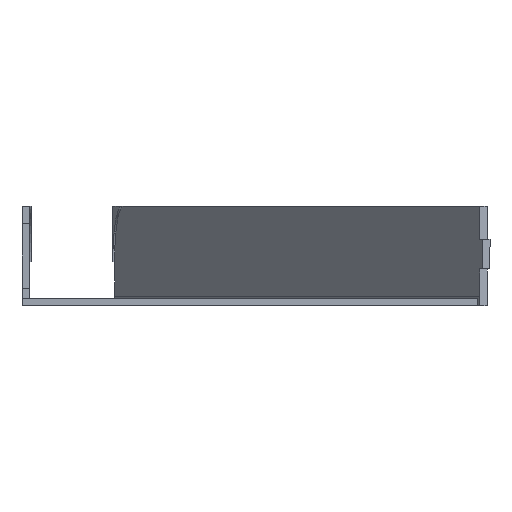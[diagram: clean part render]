
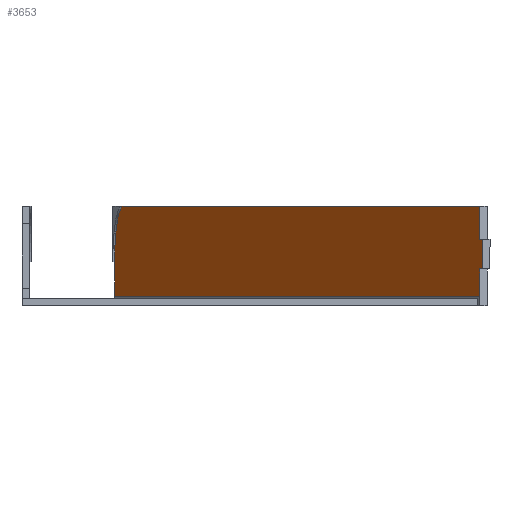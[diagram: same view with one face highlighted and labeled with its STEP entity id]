
A CAD part, left-side view. The second image highlights one B-rep face of the part: STEP entity #3653.
In plain terms, the highlighted planar face has unit normal (-0.156, 0.988, 0).
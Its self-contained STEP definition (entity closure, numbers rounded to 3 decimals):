
#52 = CARTESIAN_POINT ( 'NONE',  ( 619.687, 100.174, 12. ) ) ;
#69 = VECTOR ( 'NONE', #432, 1000. ) ;
#174 = CARTESIAN_POINT ( 'NONE',  ( -3.544, 1.464, 2. ) ) ;
#203 = EDGE_CURVE ( 'NONE', #452, #1277, #1055, .T. ) ;
#230 = VERTEX_POINT ( 'NONE', #2123 ) ;
#367 = AXIS2_PLACEMENT_3D ( 'NONE', #2603, #1948, #4279 ) ;
#432 = DIRECTION ( 'NONE',  ( 0., 0., -1. ) ) ;
#452 = VERTEX_POINT ( 'NONE', #4236 ) ;
#571 = CARTESIAN_POINT ( 'NONE',  ( -8.483, 0.681, 10. ) ) ;
#579 = CARTESIAN_POINT ( 'NONE',  ( -3.544, 1.464, 10. ) ) ;
#646 = ORIENTED_EDGE ( 'NONE', *, *, #203, .F. ) ;
#701 = VECTOR ( 'NONE', #907, 1000. ) ;
#724 =( BOUNDED_CURVE ( )  B_SPLINE_CURVE ( 3, ( #3702, #1372, #2050, #52 ),
 .UNSPECIFIED., .F., .F. ) 
 B_SPLINE_CURVE_WITH_KNOTS ( ( 4, 4 ),
 ( 4.712, 6.283 ),
 .UNSPECIFIED. ) 
 CURVE ( )  GEOMETRIC_REPRESENTATION_ITEM ( )  RATIONAL_B_SPLINE_CURVE ( ( 1., 0.805, 0.805, 1. ) ) 
 REPRESENTATION_ITEM ( '' )  );
#758 = DIRECTION ( 'NONE',  ( 0., 0., -1. ) ) ;
#863 = VERTEX_POINT ( 'NONE', #3886 ) ;
#891 = VERTEX_POINT ( 'NONE', #1901 ) ;
#907 = DIRECTION ( 'NONE',  ( 0.988, 0.156, 0. ) ) ;
#918 = VERTEX_POINT ( 'NONE', #579 ) ;
#935 = PLANE ( 'NONE',  #367 ) ;
#961 = CARTESIAN_POINT ( 'NONE',  ( -3.544, 1.464, 18. ) ) ;
#985 = EDGE_CURVE ( 'NONE', #1277, #1438, #2317, .T. ) ;
#995 = VECTOR ( 'NONE', #758, 1000. ) ;
#1014 = VECTOR ( 'NONE', #1135, 1000. ) ;
#1055 = LINE ( 'NONE', #1425, #69 ) ;
#1075 = ORIENTED_EDGE ( 'NONE', *, *, #1192, .T. ) ;
#1116 = EDGE_CURVE ( 'NONE', #1391, #891, #724, .T. ) ;
#1135 = DIRECTION ( 'NONE',  ( -0.988, -0.156, 0. ) ) ;
#1183 = DIRECTION ( 'NONE',  ( 0., 0., -1. ) ) ;
#1192 = EDGE_CURVE ( 'NONE', #891, #863, #3142, .T. ) ;
#1263 = LINE ( 'NONE', #1757, #2052 ) ;
#1277 = VERTEX_POINT ( 'NONE', #3125 ) ;
#1303 = VERTEX_POINT ( 'NONE', #2146 ) ;
#1372 = CARTESIAN_POINT ( 'NONE',  ( 613.474, 99.19, 27. ) ) ;
#1391 = VERTEX_POINT ( 'NONE', #1533 ) ;
#1425 = CARTESIAN_POINT ( 'NONE',  ( -3.544, 1.464, 27. ) ) ;
#1438 = VERTEX_POINT ( 'NONE', #2551 ) ;
#1484 = FACE_OUTER_BOUND ( 'NONE', #2743, .T. ) ;
#1533 = CARTESIAN_POINT ( 'NONE',  ( 604.687, 97.798, 27. ) ) ;
#1698 = EDGE_CURVE ( 'NONE', #1391, #452, #1263, .T. ) ;
#1700 = LINE ( 'NONE', #571, #701 ) ;
#1757 = CARTESIAN_POINT ( 'NONE',  ( -3.544, 1.464, 27. ) ) ;
#1774 = DIRECTION ( 'NONE',  ( -0.988, -0.156, 0. ) ) ;
#1823 = ORIENTED_EDGE ( 'NONE', *, *, #1698, .F. ) ;
#1901 = CARTESIAN_POINT ( 'NONE',  ( 619.687, 100.174, 12. ) ) ;
#1948 = DIRECTION ( 'NONE',  ( -0.156, 0.988, 0. ) ) ;
#1999 = EDGE_CURVE ( 'NONE', #1438, #1303, #2869, .T. ) ;
#2050 = CARTESIAN_POINT ( 'NONE',  ( 619.687, 100.174, 20.787 ) ) ;
#2052 = VECTOR ( 'NONE', #1774, 1000. ) ;
#2095 = DIRECTION ( 'NONE',  ( 0., 0., -1. ) ) ;
#2123 = CARTESIAN_POINT ( 'NONE',  ( -3.544, 1.464, 2.6 ) ) ;
#2146 = CARTESIAN_POINT ( 'NONE',  ( -8.483, 0.681, 10. ) ) ;
#2153 = LINE ( 'NONE', #174, #2815 ) ;
#2174 = EDGE_CURVE ( 'NONE', #918, #230, #2153, .T. ) ;
#2262 = VECTOR ( 'NONE', #2095, 1000. ) ;
#2317 = LINE ( 'NONE', #961, #4080 ) ;
#2421 = CARTESIAN_POINT ( 'NONE',  ( -8.483, 0.681, 10. ) ) ;
#2551 = CARTESIAN_POINT ( 'NONE',  ( -8.483, 0.681, 18. ) ) ;
#2603 = CARTESIAN_POINT ( 'NONE',  ( -8.483, 0.681, 2. ) ) ;
#2743 = EDGE_LOOP ( 'NONE', ( #1075, #3366, #3529, #2853, #3470, #2976, #646, #1823, #4083 ) ) ;
#2781 = LINE ( 'NONE', #4125, #1014 ) ;
#2815 = VECTOR ( 'NONE', #1183, 1000. ) ;
#2853 = ORIENTED_EDGE ( 'NONE', *, *, #3602, .F. ) ;
#2869 = LINE ( 'NONE', #2421, #995 ) ;
#2965 = DIRECTION ( 'NONE',  ( -0.988, -0.156, 0. ) ) ;
#2976 = ORIENTED_EDGE ( 'NONE', *, *, #985, .F. ) ;
#3125 = CARTESIAN_POINT ( 'NONE',  ( -3.544, 1.464, 18. ) ) ;
#3142 = LINE ( 'NONE', #3749, #2262 ) ;
#3366 = ORIENTED_EDGE ( 'NONE', *, *, #3528, .T. ) ;
#3470 = ORIENTED_EDGE ( 'NONE', *, *, #1999, .F. ) ;
#3528 = EDGE_CURVE ( 'NONE', #863, #230, #2781, .T. ) ;
#3529 = ORIENTED_EDGE ( 'NONE', *, *, #2174, .F. ) ;
#3602 = EDGE_CURVE ( 'NONE', #1303, #918, #1700, .T. ) ;
#3653 = ADVANCED_FACE ( 'NONE', ( #1484 ), #935, .T. ) ;
#3702 = CARTESIAN_POINT ( 'NONE',  ( 604.687, 97.798, 27. ) ) ;
#3749 = CARTESIAN_POINT ( 'NONE',  ( 619.687, 100.174, 2. ) ) ;
#3886 = CARTESIAN_POINT ( 'NONE',  ( 619.687, 100.174, 2.6 ) ) ;
#4080 = VECTOR ( 'NONE', #2965, 1000. ) ;
#4083 = ORIENTED_EDGE ( 'NONE', *, *, #1116, .T. ) ;
#4125 = CARTESIAN_POINT ( 'NONE',  ( -8.483, 0.681, 2.6 ) ) ;
#4236 = CARTESIAN_POINT ( 'NONE',  ( -3.544, 1.464, 27. ) ) ;
#4279 = DIRECTION ( 'NONE',  ( -0.988, -0.156, 0. ) ) ;
